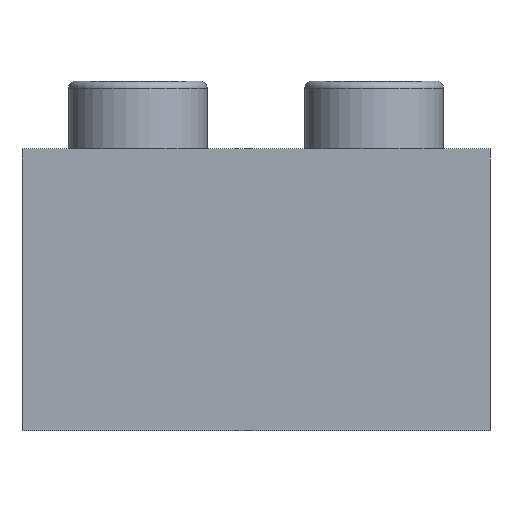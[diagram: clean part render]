
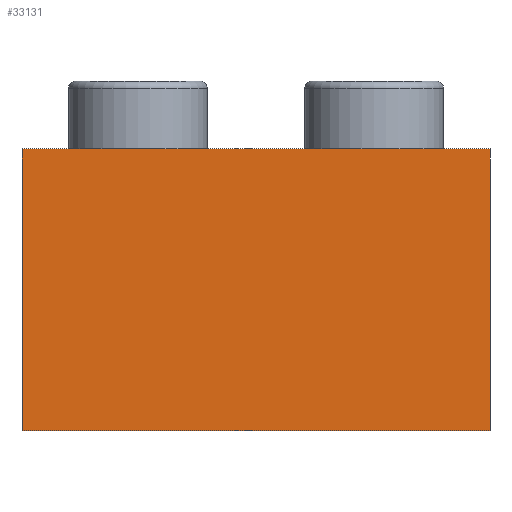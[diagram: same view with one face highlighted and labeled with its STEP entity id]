
A CAD part, front view. The second image highlights one B-rep face of the part: STEP entity #33131.
In plain terms, the highlighted planar face has unit normal (0, -1, 0).
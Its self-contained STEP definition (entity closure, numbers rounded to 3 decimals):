
#633=DIRECTION('',(-1.,0.,0.));
#634=VECTOR('',#633,31.7);
#635=CARTESIAN_POINT('',(15.85,-31.7,19.1));
#636=LINE('',#635,#634);
#2785=DIRECTION('',(1.,0.,0.));
#2786=VECTOR('',#2785,31.7);
#2787=CARTESIAN_POINT('',(-15.85,-31.7,0.));
#2788=LINE('',#2787,#2786);
#8074=DIRECTION('',(0.,0.,-1.));
#8075=VECTOR('',#8074,19.1);
#8076=CARTESIAN_POINT('',(15.85,-31.7,19.1));
#8077=LINE('',#8076,#8075);
#8081=DIRECTION('',(0.,0.,1.));
#8082=VECTOR('',#8081,19.1);
#8083=CARTESIAN_POINT('',(-15.85,-31.7,0.));
#8084=LINE('',#8083,#8082);
#21849=CARTESIAN_POINT('',(-15.85,-31.7,19.1));
#21851=VERTEX_POINT('',#21849);
#21855=CARTESIAN_POINT('',(15.85,-31.7,19.1));
#21856=VERTEX_POINT('',#21855);
#22445=CARTESIAN_POINT('',(-15.85,-31.7,0.));
#22446=VERTEX_POINT('',#22445);
#22447=CARTESIAN_POINT('',(15.85,-31.7,0.));
#22448=VERTEX_POINT('',#22447);
#33120=CARTESIAN_POINT('',(0.,-31.7,9.55));
#33121=DIRECTION('',(0.,1.,0.));
#33122=DIRECTION('',(1.,0.,0.));
#33123=AXIS2_PLACEMENT_3D('',#33120,#33121,#33122);
#33124=PLANE('',#33123);
#33125=ORIENTED_EDGE('',*,*,#24684,.F.);
#33126=ORIENTED_EDGE('',*,*,#33078,.T.);
#33127=ORIENTED_EDGE('',*,*,#25417,.F.);
#33128=ORIENTED_EDGE('',*,*,#25390,.T.);
#33129=EDGE_LOOP('',(#33125,#33126,#33127,#33128));
#33130=FACE_OUTER_BOUND('',#33129,.F.);
#24684=EDGE_CURVE('',#21856,#21851,#636,.T.);
#25390=EDGE_CURVE('',#22446,#21851,#8084,.T.);
#25417=EDGE_CURVE('',#22446,#22448,#2788,.T.);
#33078=EDGE_CURVE('',#21856,#22448,#8077,.T.);
#33131=ADVANCED_FACE('',(#33130),#33124,.F.);
